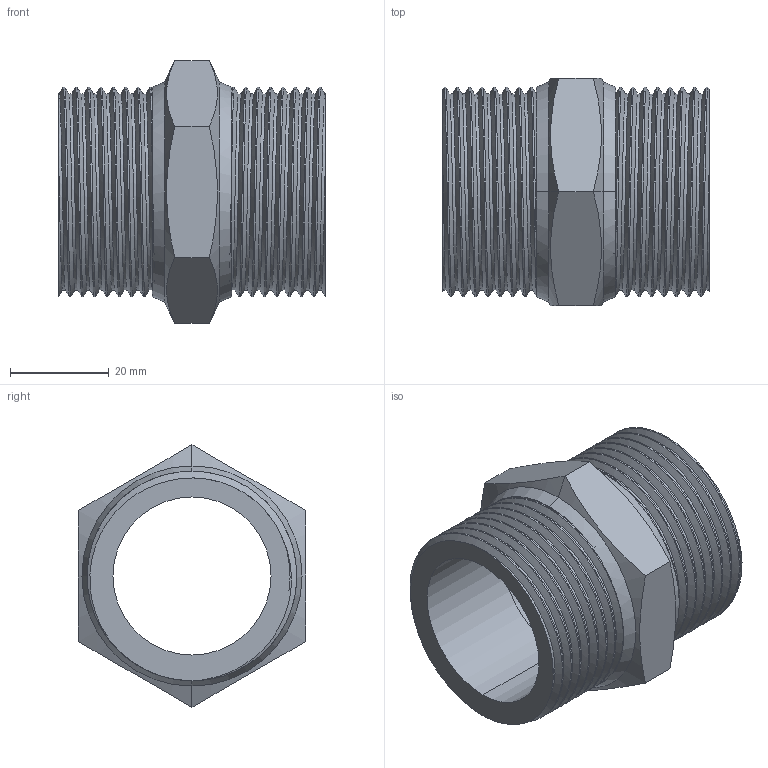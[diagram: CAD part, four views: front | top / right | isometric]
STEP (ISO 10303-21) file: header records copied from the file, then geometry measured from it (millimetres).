
FILE_DESCRIPTION (( 'STEP AP203' ), '1' );
FILE_NAME ('3D_R-207-ZK_1 1-4_17142660.STEP', '2024-08-20T09:45:24', ( '' ), ( '' ), 'SwSTEP 2.0', 'SolidWorks 2024', '' );
FILE_SCHEMA (( 'CONFIG_CONTROL_DESIGN' ));
Length unit declared in the file: millimetre
Products named in the file (1): 3D_R-207-ZK_1 1-4_17142660
Bounding box: 54 x 46 x 53.12 mm (x, y, z)
Volume: 33514.9 mm3; surface area: 19387.8 mm2
Topology: 2 solids, 2 shells, 64 faces, 168 edges, 108 vertices
Faces by surface type: cylinder 36, plane 12, cone 8, bspline 8
Entity records: 6457 total; most frequent: CARTESIAN_POINT 5069, ORIENTED_EDGE 336, DIRECTION 210, EDGE_CURVE 168, VERTEX_POINT 108, AXIS2_PLACEMENT_3D 81, EDGE_LOOP 68, ADVANCED_FACE 64
